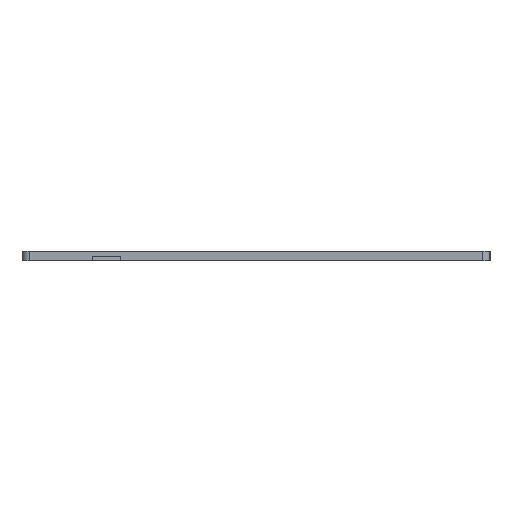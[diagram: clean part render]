
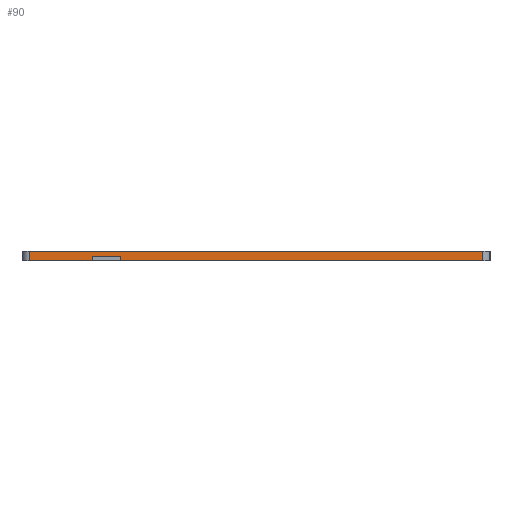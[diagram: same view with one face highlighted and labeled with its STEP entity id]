
A CAD part, left-side view. The second image highlights one B-rep face of the part: STEP entity #90.
In plain terms, the highlighted planar face has unit normal (-1, 0, 0).
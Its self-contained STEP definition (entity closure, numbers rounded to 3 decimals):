
#32 = VERTEX_POINT('',#33);
#33 = CARTESIAN_POINT('',(-41.116,29.097,4.));
#40 = EDGE_CURVE('',#41,#32,#43,.T.);
#41 = VERTEX_POINT('',#42);
#42 = CARTESIAN_POINT('',(-41.116,29.097,0.));
#43 = LINE('',#44,#45);
#44 = CARTESIAN_POINT('',(-41.116,29.097,0.));
#45 = VECTOR('',#46,1.);
#46 = DIRECTION('',(0.,0.,1.));
#90 = ADVANCED_FACE('',(#91),#148,.T.);
#91 = FACE_BOUND('',#92,.T.);
#92 = EDGE_LOOP('',(#93,#103,#111,#117,#118,#126,#134,#142));
#93 = ORIENTED_EDGE('',*,*,#94,.F.);
#94 = EDGE_CURVE('',#95,#97,#99,.T.);
#95 = VERTEX_POINT('',#96);
#96 = CARTESIAN_POINT('',(-41.116,-158.003,0.));
#97 = VERTEX_POINT('',#98);
#98 = CARTESIAN_POINT('',(-41.116,-8.467,0.));
#99 = LINE('',#100,#101);
#100 = CARTESIAN_POINT('',(-41.116,-158.003,0.));
#101 = VECTOR('',#102,1.);
#102 = DIRECTION('',(0.,1.,0.));
#103 = ORIENTED_EDGE('',*,*,#104,.T.);
#104 = EDGE_CURVE('',#95,#105,#107,.T.);
#105 = VERTEX_POINT('',#106);
#106 = CARTESIAN_POINT('',(-41.116,-158.003,4.));
#107 = LINE('',#108,#109);
#108 = CARTESIAN_POINT('',(-41.116,-158.003,0.));
#109 = VECTOR('',#110,1.);
#110 = DIRECTION('',(0.,0.,1.));
#111 = ORIENTED_EDGE('',*,*,#112,.T.);
#112 = EDGE_CURVE('',#105,#32,#113,.T.);
#113 = LINE('',#114,#115);
#114 = CARTESIAN_POINT('',(-41.116,-158.003,4.));
#115 = VECTOR('',#116,1.);
#116 = DIRECTION('',(0.,1.,0.));
#117 = ORIENTED_EDGE('',*,*,#40,.F.);
#118 = ORIENTED_EDGE('',*,*,#119,.F.);
#119 = EDGE_CURVE('',#120,#41,#122,.T.);
#120 = VERTEX_POINT('',#121);
#121 = CARTESIAN_POINT('',(-41.116,3.097,0.));
#122 = LINE('',#123,#124);
#123 = CARTESIAN_POINT('',(-41.116,-158.003,0.));
#124 = VECTOR('',#125,1.);
#125 = DIRECTION('',(0.,1.,0.));
#126 = ORIENTED_EDGE('',*,*,#127,.F.);
#127 = EDGE_CURVE('',#128,#120,#130,.T.);
#128 = VERTEX_POINT('',#129);
#129 = CARTESIAN_POINT('',(-41.116,3.097,2.));
#130 = LINE('',#131,#132);
#131 = CARTESIAN_POINT('',(-41.116,3.097,2.));
#132 = VECTOR('',#133,1.);
#133 = DIRECTION('',(0.,0.,-1.));
#134 = ORIENTED_EDGE('',*,*,#135,.F.);
#135 = EDGE_CURVE('',#136,#128,#138,.T.);
#136 = VERTEX_POINT('',#137);
#137 = CARTESIAN_POINT('',(-41.116,-8.467,2.));
#138 = LINE('',#139,#140);
#139 = CARTESIAN_POINT('',(-41.116,-8.467,2.));
#140 = VECTOR('',#141,1.);
#141 = DIRECTION('',(0.,1.,0.));
#142 = ORIENTED_EDGE('',*,*,#143,.F.);
#143 = EDGE_CURVE('',#97,#136,#144,.T.);
#144 = LINE('',#145,#146);
#145 = CARTESIAN_POINT('',(-41.116,-8.467,0.));
#146 = VECTOR('',#147,1.);
#147 = DIRECTION('',(0.,0.,1.));
#148 = PLANE('',#149);
#149 = AXIS2_PLACEMENT_3D('',#150,#151,#152);
#150 = CARTESIAN_POINT('',(-41.116,-158.003,0.));
#151 = DIRECTION('',(-1.,0.,0.));
#152 = DIRECTION('',(0.,1.,0.));
